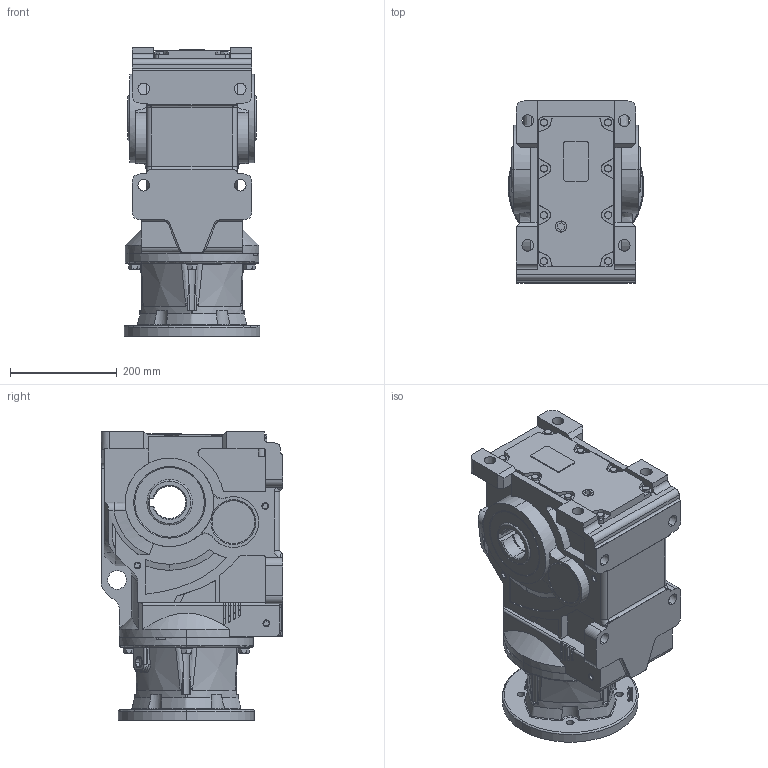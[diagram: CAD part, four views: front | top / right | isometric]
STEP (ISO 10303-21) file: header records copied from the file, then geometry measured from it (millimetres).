
FILE_DESCRIPTION (( 'STEP AP214' ), '1' );
FILE_NAME ('HBR-87-020-E.step', '2019-04-01T14:38:20', ( '' ), ( '' ), 'SwSTEP 2.0', 'SolidWorks 2018', '' );
FILE_SCHEMA (( 'AUTOMOTIVE_DESIGN' ));
Length unit declared in the file: inch
Products named in the file (1): HBR-87-020-E
Bounding box: 254 x 340 x 539.5 mm (x, y, z)
Volume: 25253660.5 mm3; surface area: 1016602 mm2
Topology: 9 solids, 9 shells, 1202 faces, 3202 edges, 2090 vertices
Faces by surface type: plane 588, cylinder 312, bspline 142, cone 123, torus 37
Entity records: 54018 total; most frequent: CARTESIAN_POINT 24899, ORIENTED_EDGE 6382, DIRECTION 5497, EDGE_CURVE 3191, VERTEX_POINT 2090, AXIS2_PLACEMENT_3D 1890, VECTOR 1717, LINE 1717
